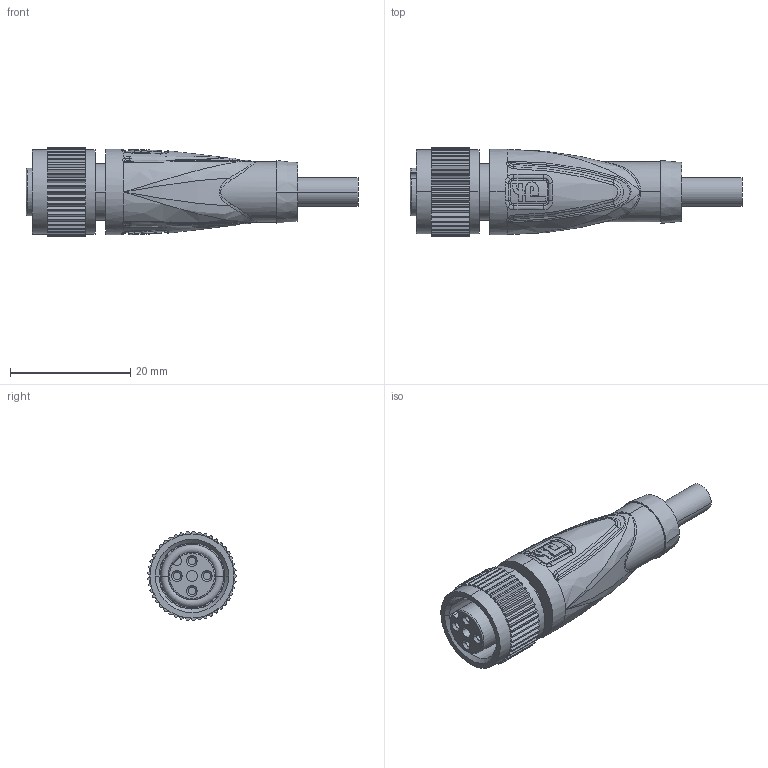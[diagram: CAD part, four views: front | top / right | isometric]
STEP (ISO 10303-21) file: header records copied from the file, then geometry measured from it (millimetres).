
FILE_DESCRIPTION((''),'2;1');
FILE_NAME('DM_CAD-0854','2014-01-13T',('creinig-se'),(''),'PRO/ENGINEER BY PARAMETRIC TECHNOLOGY CORPORATION, 2013050','PRO/ENGINEER BY PARAMETRIC TECHNOLOGY CORPORATION, 2013050','');
FILE_SCHEMA(('CONFIG_CONTROL_DESIGN'));
Length unit declared in the file: millimetre
Products named in the file (1): DM_CAD-0854
Bounding box: 55.3 x 14.79 x 14.8 mm (x, y, z)
Volume: 5282.4 mm3; surface area: 3611.9 mm2
Topology: 1 solids, 1 shells, 463 faces, 1082 edges, 638 vertices
Faces by surface type: plane 243, bspline 100, cylinder 94, torus 14, cone 12
Entity records: 24687 total; most frequent: CARTESIAN_POINT 9745, ORIENTED_EDGE 2164, DIRECTION 2014, EDGE_CURVE 1082, AXIS2_PLACEMENT_3D 789, FILL_AREA_STYLE_COLOUR 785, FILL_AREA_STYLE 785, SURFACE_STYLE_FILL_AREA 785
